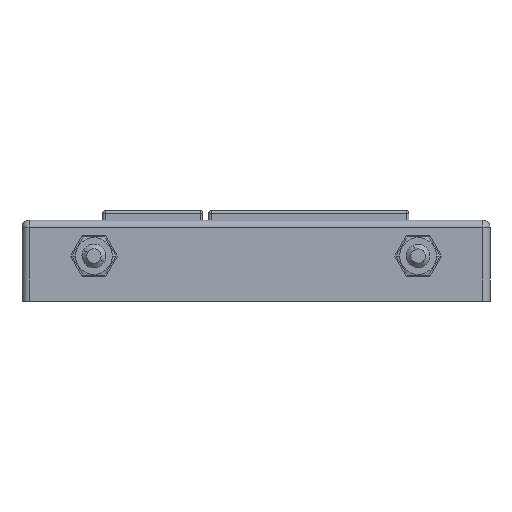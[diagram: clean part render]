
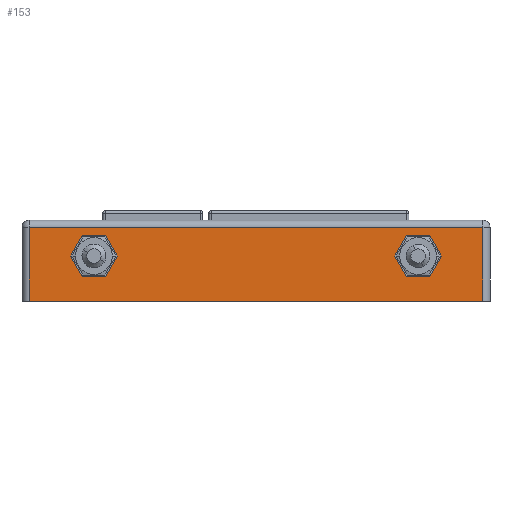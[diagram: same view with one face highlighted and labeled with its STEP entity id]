
A CAD part, front view. The second image highlights one B-rep face of the part: STEP entity #153.
In plain terms, the highlighted planar face has unit normal (0, -1, 0).
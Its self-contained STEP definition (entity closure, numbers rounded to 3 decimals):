
#153=ADVANCED_FACE('NONE',(#503,#504,#505),#506,.F.);
#503=FACE_OUTER_BOUND('',#1097,.T.);
#504=FACE_BOUND('',#1098,.T.);
#505=FACE_BOUND('',#1099,.T.);
#506=PLANE('',#1100);
#1097=EDGE_LOOP('',(#1996,#1997,#1998,#1999));
#1098=EDGE_LOOP('',(#2000,#2001,#2002,#2003,#2004,#2005));
#1099=EDGE_LOOP('',(#2006,#2007,#2008,#2009,#2010,#2011));
#1100=AXIS2_PLACEMENT_3D('',#2012,#2013,#2014);
#1996=ORIENTED_EDGE('',*,*,#3883,.T.);
#1997=ORIENTED_EDGE('',*,*,#3884,.T.);
#1998=ORIENTED_EDGE('',*,*,#3823,.T.);
#1999=ORIENTED_EDGE('',*,*,#3885,.T.);
#2000=ORIENTED_EDGE('',*,*,#3886,.F.);
#2001=ORIENTED_EDGE('',*,*,#3887,.F.);
#2002=ORIENTED_EDGE('',*,*,#3888,.F.);
#2003=ORIENTED_EDGE('',*,*,#3889,.F.);
#2004=ORIENTED_EDGE('',*,*,#3890,.F.);
#2005=ORIENTED_EDGE('',*,*,#3891,.F.);
#2006=ORIENTED_EDGE('',*,*,#3892,.F.);
#2007=ORIENTED_EDGE('',*,*,#3893,.F.);
#2008=ORIENTED_EDGE('',*,*,#3894,.F.);
#2009=ORIENTED_EDGE('',*,*,#3895,.F.);
#2010=ORIENTED_EDGE('',*,*,#3896,.F.);
#2011=ORIENTED_EDGE('',*,*,#3897,.F.);
#2012=CARTESIAN_POINT('',(-49.15,-29.0,8.5));
#2013=DIRECTION('',(0.0,1.0,0.0));
#2014=DIRECTION('',(1.0,0.0,-0.0));
#3823=EDGE_CURVE('NONE',#4563,#4561,#4564,.T.);
#3883=EDGE_CURVE('NONE',#4655,#4656,#4657,.T.);
#3884=EDGE_CURVE('NONE',#4656,#4563,#4658,.T.);
#3885=EDGE_CURVE('NONE',#4561,#4655,#4659,.T.);
#3886=EDGE_CURVE('NONE',#4660,#4661,#4662,.T.);
#3887=EDGE_CURVE('NONE',#4663,#4660,#4664,.T.);
#3888=EDGE_CURVE('NONE',#4665,#4663,#4666,.T.);
#3889=EDGE_CURVE('NONE',#4667,#4665,#4668,.T.);
#3890=EDGE_CURVE('NONE',#4669,#4667,#4670,.T.);
#3891=EDGE_CURVE('NONE',#4661,#4669,#4671,.T.);
#3892=EDGE_CURVE('NONE',#4672,#4673,#4674,.T.);
#3893=EDGE_CURVE('NONE',#4675,#4672,#4676,.T.);
#3894=EDGE_CURVE('NONE',#4677,#4675,#4678,.T.);
#3895=EDGE_CURVE('NONE',#4679,#4677,#4680,.T.);
#3896=EDGE_CURVE('NONE',#4681,#4679,#4682,.T.);
#3897=EDGE_CURVE('NONE',#4673,#4681,#4683,.T.);
#4561=VERTEX_POINT('NONE',#5675);
#4563=VERTEX_POINT('NONE',#5677);
#4564=LINE('',#5678,#5679);
#4655=VERTEX_POINT('NONE',#5813);
#4656=VERTEX_POINT('NONE',#5814);
#4657=LINE('',#5815,#5816);
#4658=LINE('',#5817,#5818);
#4659=LINE('',#5819,#5820);
#4660=VERTEX_POINT('NONE',#5821);
#4661=VERTEX_POINT('NONE',#5822);
#4662=LINE('',#5823,#5824);
#4663=VERTEX_POINT('NONE',#5825);
#4664=LINE('',#5826,#5827);
#4665=VERTEX_POINT('NONE',#5828);
#4666=LINE('',#5829,#5830);
#4667=VERTEX_POINT('NONE',#5831);
#4668=LINE('',#5832,#5833);
#4669=VERTEX_POINT('NONE',#5834);
#4670=LINE('',#5835,#5836);
#4671=LINE('',#5837,#5838);
#4672=VERTEX_POINT('NONE',#5839);
#4673=VERTEX_POINT('NONE',#5840);
#4674=LINE('',#5841,#5842);
#4675=VERTEX_POINT('NONE',#5843);
#4676=LINE('',#5844,#5845);
#4677=VERTEX_POINT('NONE',#5846);
#4678=LINE('',#5847,#5848);
#4679=VERTEX_POINT('NONE',#5849);
#4680=LINE('',#5850,#5851);
#4681=VERTEX_POINT('NONE',#5852);
#4682=LINE('',#5853,#5854);
#4683=LINE('',#5855,#5856);
#5675=CARTESIAN_POINT('',(47.65,-29.0,-8.5));
#5677=CARTESIAN_POINT('',(-47.65,-29.0,-8.5));
#5678=CARTESIAN_POINT('',(-49.15,-29.0,-8.5));
#5679=VECTOR('',#7353,1000.0);
#5813=CARTESIAN_POINT('',(47.65,-29.0,7.0));
#5814=CARTESIAN_POINT('',(-47.65,-29.0,7.0));
#5815=CARTESIAN_POINT('',(-49.15,-29.0,7.0));
#5816=VECTOR('',#7445,1000.0);
#5817=CARTESIAN_POINT('',(-47.65,-29.0,8.5));
#5818=VECTOR('',#7446,1000.0);
#5819=CARTESIAN_POINT('',(47.65,-29.0,8.5));
#5820=VECTOR('',#7447,1000.0);
#5821=CARTESIAN_POINT('',(36.504,-29.0,-3.25));
#5822=CARTESIAN_POINT('',(38.957,-29.0,1.));
#5823=CARTESIAN_POINT('',(36.504,-29.0,-3.25));
#5824=VECTOR('',#7448,1000.0);
#5825=CARTESIAN_POINT('',(31.596,-29.0,-3.25));
#5826=CARTESIAN_POINT('',(31.596,-29.0,-3.25));
#5827=VECTOR('',#7449,1000.0);
#5828=CARTESIAN_POINT('',(29.143,-29.0,1.));
#5829=CARTESIAN_POINT('',(29.143,-29.0,1.));
#5830=VECTOR('',#7450,1000.0);
#5831=CARTESIAN_POINT('',(31.596,-29.0,5.25));
#5832=CARTESIAN_POINT('',(31.596,-29.0,5.25));
#5833=VECTOR('',#7451,1000.0);
#5834=CARTESIAN_POINT('',(36.504,-29.0,5.25));
#5835=CARTESIAN_POINT('',(36.504,-29.0,5.25));
#5836=VECTOR('',#7452,1000.0);
#5837=CARTESIAN_POINT('',(38.957,-29.0,1.));
#5838=VECTOR('',#7453,1000.0);
#5839=CARTESIAN_POINT('',(-31.596,-29.0,-3.25));
#5840=CARTESIAN_POINT('',(-29.143,-29.0,1.0));
#5841=CARTESIAN_POINT('',(-31.596,-29.0,-3.25));
#5842=VECTOR('',#7454,1000.0);
#5843=CARTESIAN_POINT('',(-36.504,-29.0,-3.25));
#5844=CARTESIAN_POINT('',(-36.504,-29.0,-3.25));
#5845=VECTOR('',#7455,1000.0);
#5846=CARTESIAN_POINT('',(-38.957,-29.0,1.0));
#5847=CARTESIAN_POINT('',(-38.957,-29.0,1.0));
#5848=VECTOR('',#7456,1000.0);
#5849=CARTESIAN_POINT('',(-36.504,-29.0,5.25));
#5850=CARTESIAN_POINT('',(-36.504,-29.0,5.25));
#5851=VECTOR('',#7457,1000.0);
#5852=CARTESIAN_POINT('',(-31.596,-29.0,5.25));
#5853=CARTESIAN_POINT('',(-31.596,-29.0,5.25));
#5854=VECTOR('',#7458,1000.0);
#5855=CARTESIAN_POINT('',(-29.143,-29.0,1.0));
#5856=VECTOR('',#7459,1000.0);
#7353=DIRECTION('',(1.0,0.0,0.0));
#7445=DIRECTION('',(-1.0,0.0,-0.0));
#7446=DIRECTION('',(-0.0,0.0,-1.0));
#7447=DIRECTION('',(-0.0,-0.0,1.0));
#7448=DIRECTION('',(0.5,0.0,0.866));
#7449=DIRECTION('',(1.0,0.0,0.));
#7450=DIRECTION('',(0.5,0.0,-0.866));
#7451=DIRECTION('',(-0.5,0.0,-0.866));
#7452=DIRECTION('',(-1.0,0.0,0.0));
#7453=DIRECTION('',(-0.5,0.0,0.866));
#7454=DIRECTION('',(0.5,0.0,0.866));
#7455=DIRECTION('',(1.0,0.0,0.0));
#7456=DIRECTION('',(0.5,0.0,-0.866));
#7457=DIRECTION('',(-0.5,0.0,-0.866));
#7458=DIRECTION('',(-1.0,0.0,0.));
#7459=DIRECTION('',(-0.5,0.0,0.866));
